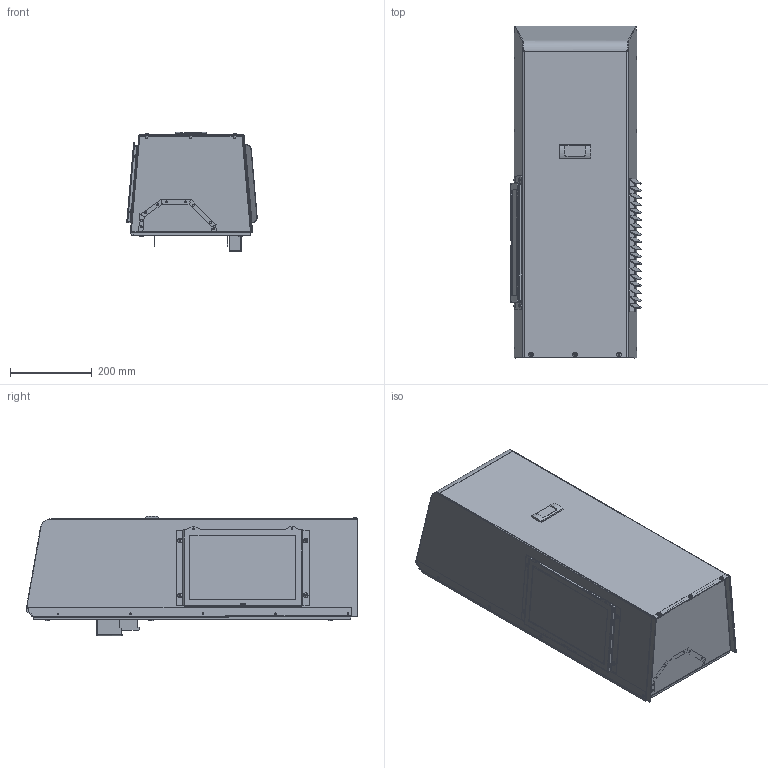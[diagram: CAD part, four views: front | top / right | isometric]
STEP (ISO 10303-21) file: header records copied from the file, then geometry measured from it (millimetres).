
FILE_DESCRIPTION (( 'STEP AP214' ), '1' );
FILE_NAME ('TA10-033-46-04.STEP', '2023-03-10T15:33:33', ( '' ), ( '' ), 'SwSTEP 2.0', 'SolidWorks 2021', '' );
FILE_SCHEMA (( 'AUTOMOTIVE_DESIGN' ));
Products named in the file (1): TA10-033-46-04
Bounding box: 319.4 x 813.41 x 293.42 mm (x, y, z)
Volume: 2368662.7 mm3; surface area: 2342324.1 mm2
Topology: 1 solids, 7 shells, 1958 faces, 5350 edges, 3459 vertices
Faces by surface type: plane 1208, cylinder 568, bspline 111, cone 25, torus 23, sphere 23
Full cylindrical faces by diameter (mm): 2.205 x1, 2.515 x3, 3.454 x1, 4.039 x11, 4.826 x14, 4.928 x17, 5.182 x5, 5.563 x15, 6.299 x4, 8.966 x2, 10.16 x2, 23.012 x1, 154.178 x1
Entity records: 71930 total; most frequent: CARTESIAN_POINT 22890, ORIENTED_EDGE 10280, DIRECTION 9638, EDGE_CURVE 5140, LINE 3594, VECTOR 3594, VERTEX_POINT 3389, AXIS2_PLACEMENT_3D 3022
